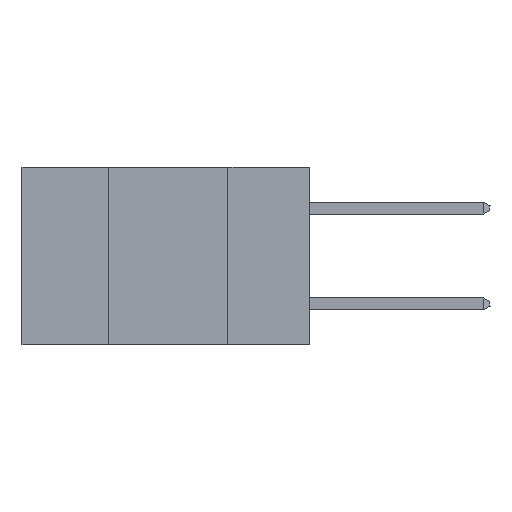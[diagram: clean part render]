
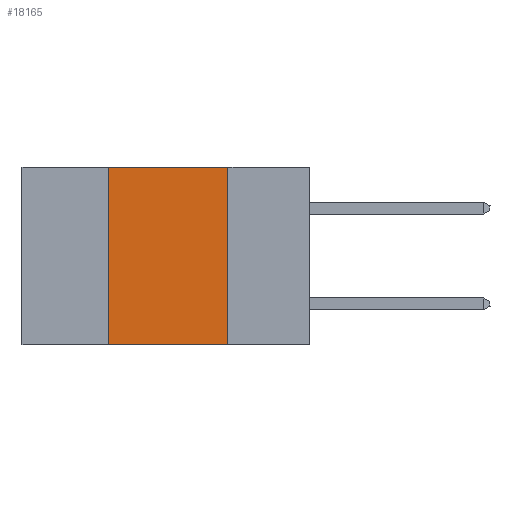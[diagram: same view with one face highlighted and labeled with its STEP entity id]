
A CAD part, left-side view. The second image highlights one B-rep face of the part: STEP entity #18165.
In plain terms, the highlighted planar face has unit normal (-1, 0, 0).
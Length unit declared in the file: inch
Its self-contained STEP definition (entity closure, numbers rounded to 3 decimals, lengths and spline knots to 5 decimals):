
#1769 = LINE ( 'NONE', #39464, #43370 ) ;
#4907 = CARTESIAN_POINT ( 'NONE',  ( 0., 0.6, -0.37 ) ) ;
#6740 = VERTEX_POINT ( 'NONE', #15105 ) ;
#9832 = DIRECTION ( 'NONE',  ( 0., -1., 0. ) ) ;
#11067 = CARTESIAN_POINT ( 'NONE',  ( 0., 0.42, 0. ) ) ;
#11627 = CARTESIAN_POINT ( 'NONE',  ( 0., 0.42, -0.37 ) ) ;
#13260 = LINE ( 'NONE', #33879, #43667 ) ;
#13396 = ORIENTED_EDGE ( 'NONE', *, *, #15641, .F. ) ;
#14705 = VERTEX_POINT ( 'NONE', #17929 ) ;
#15105 = CARTESIAN_POINT ( 'NONE',  ( 0., 0.17, -0.37 ) ) ;
#15472 = DIRECTION ( 'NONE',  ( 0., -1., 0. ) ) ;
#15641 = EDGE_CURVE ( 'NONE', #20884, #31486, #13260, .T. ) ;
#17929 = CARTESIAN_POINT ( 'NONE',  ( 0., 0.17, 0. ) ) ;
#18165 = ADVANCED_FACE ( 'NONE', ( #28546 ), #30971, .F. ) ;
#20140 = LINE ( 'NONE', #4907, #30281 ) ;
#20221 = EDGE_CURVE ( 'NONE', #14705, #6740, #38487, .T. ) ;
#20691 = DIRECTION ( 'NONE',  ( 0., 0., -1. ) ) ;
#20884 = VERTEX_POINT ( 'NONE', #11627 ) ;
#22293 = EDGE_LOOP ( 'NONE', ( #27784, #36971, #13396, #22989 ) ) ;
#22989 = ORIENTED_EDGE ( 'NONE', *, *, #23310, .T. ) ;
#23310 = EDGE_CURVE ( 'NONE', #20884, #6740, #20140, .T. ) ;
#27784 = ORIENTED_EDGE ( 'NONE', *, *, #20221, .F. ) ;
#27909 = AXIS2_PLACEMENT_3D ( 'NONE', #41852, #37244, #34414 ) ;
#28546 = FACE_OUTER_BOUND ( 'NONE', #22293, .T. ) ;
#30281 = VECTOR ( 'NONE', #15472, 39.37008 ) ;
#30579 = DIRECTION ( 'NONE',  ( 0., 0., 1. ) ) ;
#30971 = PLANE ( 'NONE',  #27909 ) ;
#31486 = VERTEX_POINT ( 'NONE', #11067 ) ;
#33879 = CARTESIAN_POINT ( 'NONE',  ( 0., 0.42, 0. ) ) ;
#34414 = DIRECTION ( 'NONE',  ( 0., 0., -1. ) ) ;
#34793 = VECTOR ( 'NONE', #20691, 39.37008 ) ;
#36971 = ORIENTED_EDGE ( 'NONE', *, *, #38500, .F. ) ;
#37244 = DIRECTION ( 'NONE',  ( 1., 0., 0. ) ) ;
#38128 = CARTESIAN_POINT ( 'NONE',  ( 0., 0.17, 0. ) ) ;
#38487 = LINE ( 'NONE', #38128, #34793 ) ;
#38500 = EDGE_CURVE ( 'NONE', #31486, #14705, #1769, .T. ) ;
#39464 = CARTESIAN_POINT ( 'NONE',  ( 0., 0.6, 0. ) ) ;
#41852 = CARTESIAN_POINT ( 'NONE',  ( 0., 0.6, 0. ) ) ;
#43370 = VECTOR ( 'NONE', #9832, 39.37008 ) ;
#43667 = VECTOR ( 'NONE', #30579, 39.37008 ) ;
